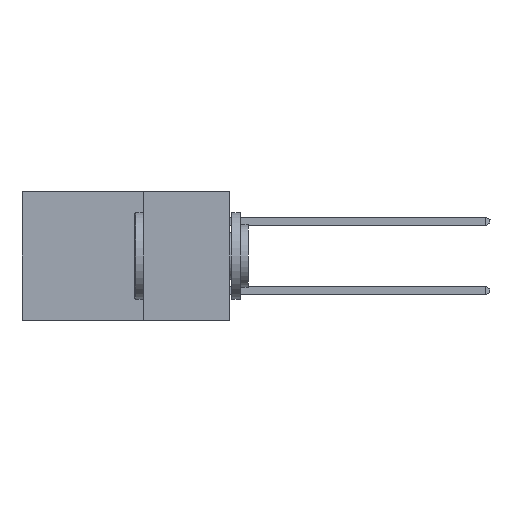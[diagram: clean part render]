
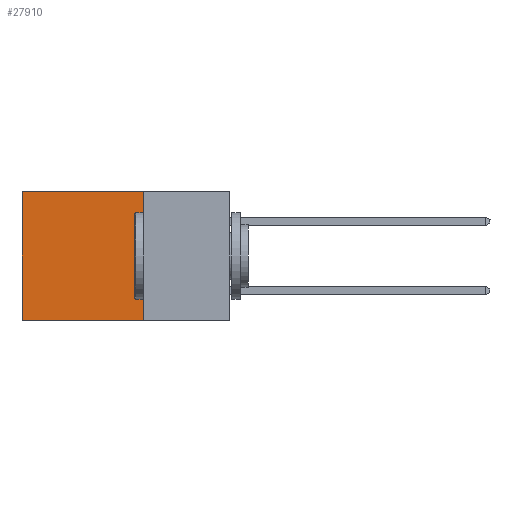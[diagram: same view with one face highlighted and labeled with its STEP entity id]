
A CAD part, left-side view. The second image highlights one B-rep face of the part: STEP entity #27910.
In plain terms, the highlighted planar face has unit normal (-1, 0, 0).
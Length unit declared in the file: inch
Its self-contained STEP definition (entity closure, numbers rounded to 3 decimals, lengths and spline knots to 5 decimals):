
#2192 = LINE ( 'NONE', #25278, #27287 ) ;
#3799 = ORIENTED_EDGE ( 'NONE', *, *, #9298, .T. ) ;
#4314 = DIRECTION ( 'NONE',  ( 0., 1., 0. ) ) ;
#5095 = VERTEX_POINT ( 'NONE', #9372 ) ;
#5624 = DIRECTION ( 'NONE',  ( 0., 0., -1. ) ) ;
#5725 = VERTEX_POINT ( 'NONE', #21967 ) ;
#6003 = DIRECTION ( 'NONE',  ( 1., 0., 0. ) ) ;
#6078 = FACE_OUTER_BOUND ( 'NONE', #6701, .T. ) ;
#6112 = LINE ( 'NONE', #17259, #18959 ) ;
#6701 = EDGE_LOOP ( 'NONE', ( #3799, #20925, #17902, #25297 ) ) ;
#7480 = EDGE_CURVE ( 'NONE', #9689, #5095, #19888, .T. ) ;
#8538 = EDGE_CURVE ( 'NONE', #5725, #9689, #2192, .T. ) ;
#9095 = AXIS2_PLACEMENT_3D ( 'NONE', #21035, #6003, #5624 ) ;
#9298 = EDGE_CURVE ( 'NONE', #10212, #5095, #9643, .T. ) ;
#9372 = CARTESIAN_POINT ( 'NONE',  ( 0.298, 0.6, -0.37 ) ) ;
#9643 = LINE ( 'NONE', #13107, #12027 ) ;
#9689 = VERTEX_POINT ( 'NONE', #24312 ) ;
#10063 = VECTOR ( 'NONE', #4314, 39.37008 ) ;
#10212 = VERTEX_POINT ( 'NONE', #23720 ) ;
#10827 = DIRECTION ( 'NONE',  ( 0., 1., 0. ) ) ;
#10907 = DIRECTION ( 'NONE',  ( 0., 0., -1. ) ) ;
#12027 = VECTOR ( 'NONE', #10907, 39.37008 ) ;
#13107 = CARTESIAN_POINT ( 'NONE',  ( 0.298, 0.6, 0. ) ) ;
#16010 = CARTESIAN_POINT ( 'NONE',  ( 0.298, 0.25, -0.37 ) ) ;
#17259 = CARTESIAN_POINT ( 'NONE',  ( 0.298, 0.25, 0. ) ) ;
#17902 = ORIENTED_EDGE ( 'NONE', *, *, #8538, .F. ) ;
#18860 = PLANE ( 'NONE',  #9095 ) ;
#18959 = VECTOR ( 'NONE', #10827, 39.37008 ) ;
#19764 = EDGE_CURVE ( 'NONE', #5725, #10212, #6112, .T. ) ;
#19888 = LINE ( 'NONE', #16010, #10063 ) ;
#20925 = ORIENTED_EDGE ( 'NONE', *, *, #7480, .F. ) ;
#21035 = CARTESIAN_POINT ( 'NONE',  ( 0.298, 0.25, 0. ) ) ;
#21967 = CARTESIAN_POINT ( 'NONE',  ( 0.298, 0.25, 0. ) ) ;
#23720 = CARTESIAN_POINT ( 'NONE',  ( 0.298, 0.6, 0. ) ) ;
#24312 = CARTESIAN_POINT ( 'NONE',  ( 0.298, 0.25, -0.37 ) ) ;
#25085 = DIRECTION ( 'NONE',  ( 0., 0., -1. ) ) ;
#25278 = CARTESIAN_POINT ( 'NONE',  ( 0.298, 0.25, 0. ) ) ;
#25297 = ORIENTED_EDGE ( 'NONE', *, *, #19764, .T. ) ;
#27287 = VECTOR ( 'NONE', #25085, 39.37008 ) ;
#27910 = ADVANCED_FACE ( 'NONE', ( #6078 ), #18860, .F. ) ;
